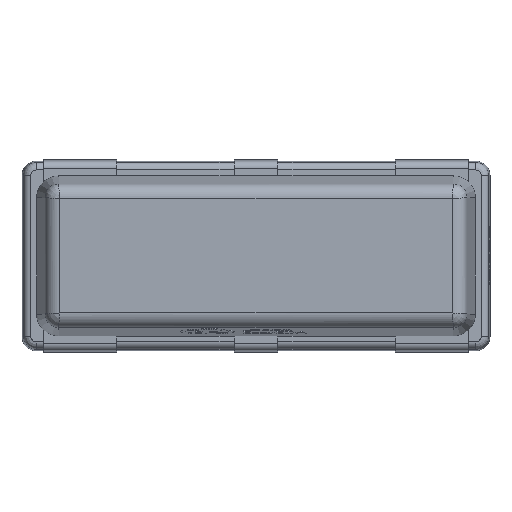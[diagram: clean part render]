
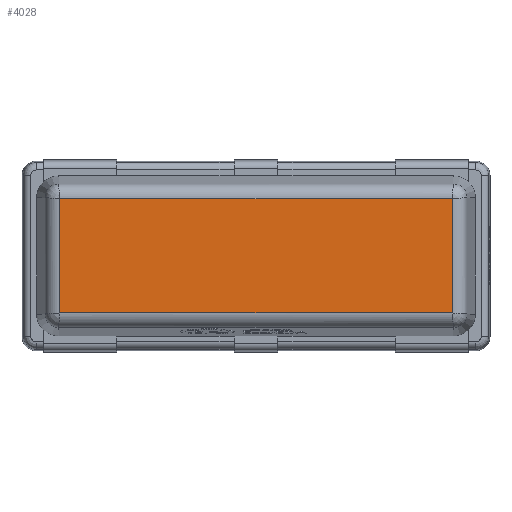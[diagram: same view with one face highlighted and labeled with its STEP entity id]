
A CAD part, top view. The second image highlights one B-rep face of the part: STEP entity #4028.
In plain terms, the highlighted planar face has unit normal (0, 0, 1).
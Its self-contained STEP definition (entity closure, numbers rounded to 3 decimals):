
#4028 = ADVANCED_FACE('',(#4029),#4063,.T.);
#4029 = FACE_BOUND('',#4030,.T.);
#4030 = EDGE_LOOP('',(#4031,#4041,#4049,#4057));
#4031 = ORIENTED_EDGE('',*,*,#4032,.T.);
#4032 = EDGE_CURVE('',#4033,#4035,#4037,.T.);
#4033 = VERTEX_POINT('',#4034);
#4034 = CARTESIAN_POINT('',(-1.34,0.39,
    0.81));
#4035 = VERTEX_POINT('',#4036);
#4036 = CARTESIAN_POINT('',(-1.34,-0.39,
    0.81));
#4037 = LINE('',#4038,#4039);
#4038 = CARTESIAN_POINT('',(-1.34,-0.397,
    0.81));
#4039 = VECTOR('',#4040,1.);
#4040 = DIRECTION('',(0.,-1.,0.));
#4041 = ORIENTED_EDGE('',*,*,#4042,.T.);
#4042 = EDGE_CURVE('',#4035,#4043,#4045,.T.);
#4043 = VERTEX_POINT('',#4044);
#4044 = CARTESIAN_POINT('',(1.34,-0.39,
    0.81));
#4045 = LINE('',#4046,#4047);
#4046 = CARTESIAN_POINT('',(1.347,-0.39,
    0.81));
#4047 = VECTOR('',#4048,1.);
#4048 = DIRECTION('',(1.,0.,0.));
#4049 = ORIENTED_EDGE('',*,*,#4050,.T.);
#4050 = EDGE_CURVE('',#4043,#4051,#4053,.T.);
#4051 = VERTEX_POINT('',#4052);
#4052 = CARTESIAN_POINT('',(1.34,0.39,0.81
    ));
#4053 = LINE('',#4054,#4055);
#4054 = CARTESIAN_POINT('',(1.34,0.397,0.81
    ));
#4055 = VECTOR('',#4056,1.);
#4056 = DIRECTION('',(0.,1.,0.));
#4057 = ORIENTED_EDGE('',*,*,#4058,.T.);
#4058 = EDGE_CURVE('',#4051,#4033,#4059,.T.);
#4059 = LINE('',#4060,#4061);
#4060 = CARTESIAN_POINT('',(-1.347,0.39,
    0.81));
#4061 = VECTOR('',#4062,1.);
#4062 = DIRECTION('',(-1.,0.,0.));
#4063 = PLANE('',#4064);
#4064 = AXIS2_PLACEMENT_3D('',#4065,#4066,#4067);
#4065 = CARTESIAN_POINT('',(1.347,-0.397,
    0.81));
#4066 = DIRECTION('',(0.,0.,1.));
#4067 = DIRECTION('',(1.,0.,-0.));
